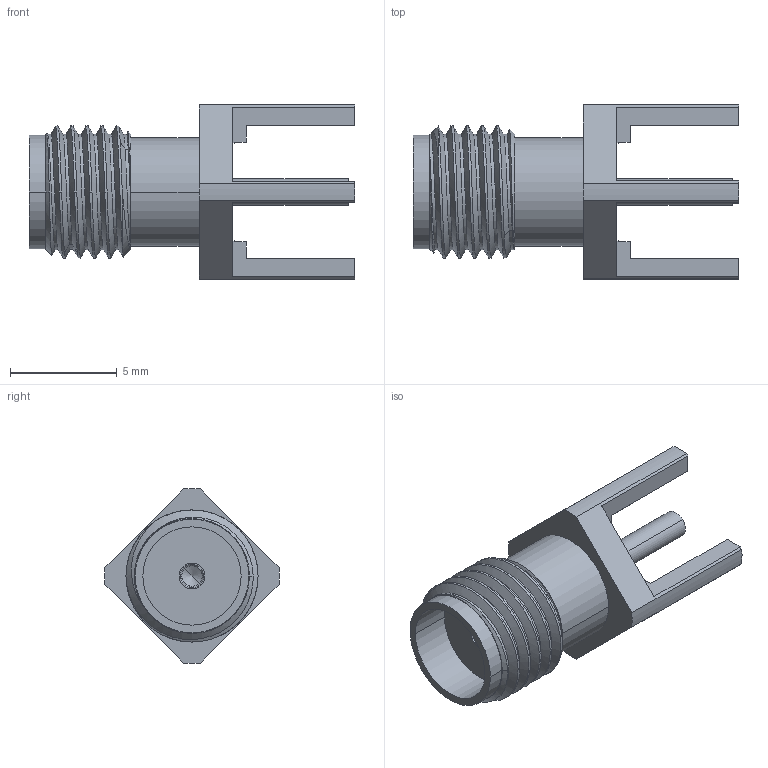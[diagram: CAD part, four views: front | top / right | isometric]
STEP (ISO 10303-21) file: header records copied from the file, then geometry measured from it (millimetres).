
FILE_DESCRIPTION((''),'2;1');
FILE_NAME('901-144-4_SW0001','2019-12-05T',('karthik'),(''),'CREO PARAMETRIC BY PTC INC, 2018360','CREO PARAMETRIC BY PTC INC, 2018360','');
FILE_SCHEMA(('CONFIG_CONTROL_DESIGN'));
Length unit declared in the file: millimetre
Products named in the file (1): 901-144-4_SW0001
Bounding box: 15.25 x 8.2 x 8.2 mm (x, y, z)
Volume: 244.1 mm3; surface area: 455 mm2
Topology: 1 solids, 1 shells, 93 faces, 252 edges, 165 vertices
Faces by surface type: plane 43, cylinder 34, cone 8, bspline 8
Entity records: 5191 total; most frequent: CARTESIAN_POINT 2852, ORIENTED_EDGE 500, DIRECTION 448, EDGE_CURVE 250, VERTEX_POINT 165, AXIS2_PLACEMENT_3D 152, VECTOR 144, LINE 144
